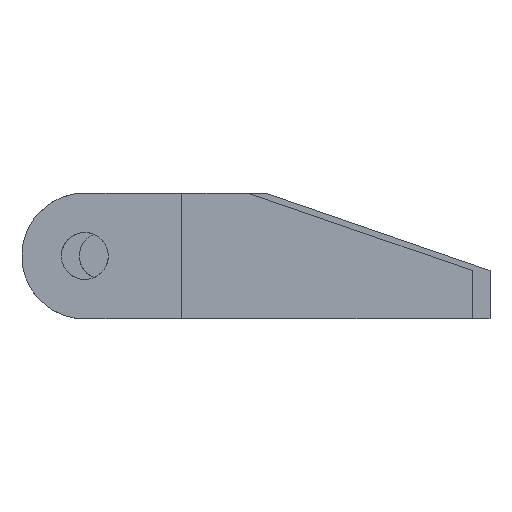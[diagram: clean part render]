
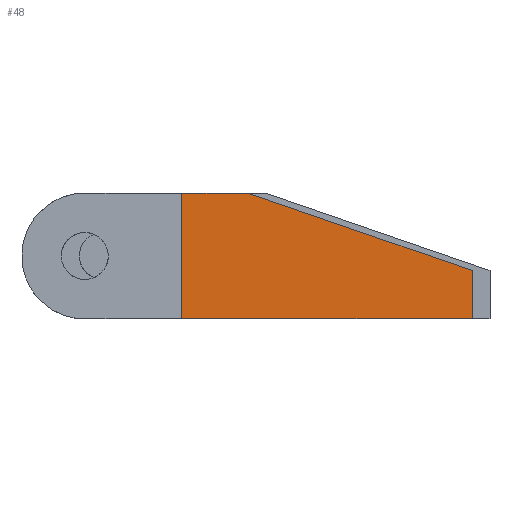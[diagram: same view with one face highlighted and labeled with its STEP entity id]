
A CAD part, front view. The second image highlights one B-rep face of the part: STEP entity #48.
In plain terms, the highlighted planar face has unit normal (0, -1, 0).
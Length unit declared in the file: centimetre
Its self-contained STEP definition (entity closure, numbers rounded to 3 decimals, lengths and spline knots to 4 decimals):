
#48=ADVANCED_FACE('',(#102),#933,.T.);
#102=FACE_OUTER_BOUND('',#157,.T.);
#157=EDGE_LOOP('',(#239,#240,#241,#242,#243));
#239=ORIENTED_EDGE('',*,*,#537,.F.);
#240=ORIENTED_EDGE('',*,*,#539,.F.);
#241=ORIENTED_EDGE('',*,*,#541,.F.);
#242=ORIENTED_EDGE('',*,*,#548,.F.);
#243=ORIENTED_EDGE('',*,*,#527,.F.);
#527=EDGE_CURVE('',#833,#832,#707,.T.);
#537=EDGE_CURVE('',#841,#833,#713,.T.);
#539=EDGE_CURVE('',#842,#841,#715,.T.);
#541=EDGE_CURVE('',#843,#842,#717,.T.);
#548=EDGE_CURVE('',#832,#843,#722,.T.);
#707=B_SPLINE_CURVE_WITH_KNOTS('',1,(#1305,#1306),.UNSPECIFIED.,.F.,.F.,
(2,2),(0.,3.),.UNSPECIFIED.);
#713=B_SPLINE_CURVE_WITH_KNOTS('',1,(#1337,#1338),.UNSPECIFIED.,.F.,.F.,
(2,2),(0.,0.5),.UNSPECIFIED.);
#715=B_SPLINE_CURVE_WITH_KNOTS('',1,(#1341,#1342),.UNSPECIFIED.,.F.,.F.,
(2,2),(0.,2.4541),.UNSPECIFIED.);
#717=B_SPLINE_CURVE_WITH_KNOTS('',1,(#1345,#1346),.UNSPECIFIED.,.F.,.F.,
(2,2),(0.,0.68),.UNSPECIFIED.);
#722=B_SPLINE_CURVE_WITH_KNOTS('',1,(#1365,#1366),.UNSPECIFIED.,.F.,.F.,
(2,2),(0.,1.3),.UNSPECIFIED.);
#832=VERTEX_POINT('',#1230);
#833=VERTEX_POINT('',#1231);
#841=VERTEX_POINT('',#1239);
#842=VERTEX_POINT('',#1240);
#843=VERTEX_POINT('',#1241);
#933=PLANE('',#995);
#995=AXIS2_PLACEMENT_3D('',#1139,#1040,$);
#1040=DIRECTION('',(0.,-1.,0.));
#1139=CARTESIAN_POINT('',(2.1301,-2.4952,-0.044));
#1230=CARTESIAN_POINT('',(-1.0199,-2.4952,0.021));
#1231=CARTESIAN_POINT('',(1.9801,-2.4952,0.021));
#1239=CARTESIAN_POINT('',(1.9801,-2.4952,0.521));
#1240=CARTESIAN_POINT('',(-0.3399,-2.4952,1.321));
#1241=CARTESIAN_POINT('',(-1.0199,-2.4952,1.321));
#1305=CARTESIAN_POINT('',(1.9801,-2.4952,0.021));
#1306=CARTESIAN_POINT('',(-1.0199,-2.4952,0.021));
#1337=CARTESIAN_POINT('',(1.9801,-2.4952,0.521));
#1338=CARTESIAN_POINT('',(1.9801,-2.4952,0.021));
#1341=CARTESIAN_POINT('',(-0.3399,-2.4952,1.321));
#1342=CARTESIAN_POINT('',(1.9801,-2.4952,0.521));
#1345=CARTESIAN_POINT('',(-1.0199,-2.4952,1.321));
#1346=CARTESIAN_POINT('',(-0.3399,-2.4952,1.321));
#1365=CARTESIAN_POINT('',(-1.0199,-2.4952,0.021));
#1366=CARTESIAN_POINT('',(-1.0199,-2.4952,1.321));
